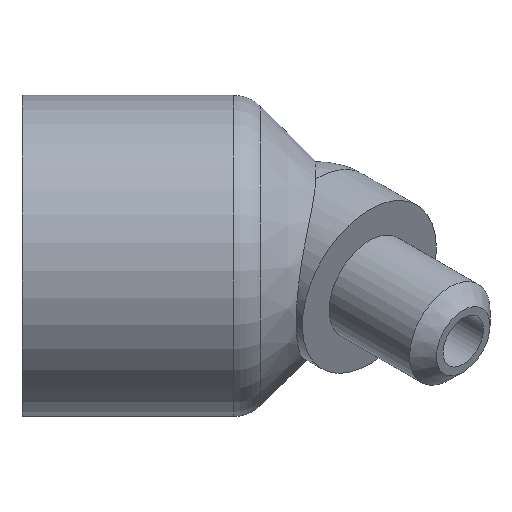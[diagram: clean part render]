
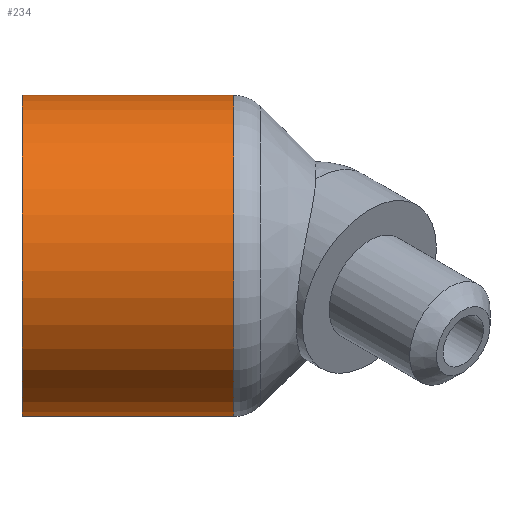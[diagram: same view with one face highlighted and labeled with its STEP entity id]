
A CAD part, isometric view. The second image highlights one B-rep face of the part: STEP entity #234.
In plain terms, the highlighted cylindrical face has radius 8.5 mm (diameter 17 mm), a full revolution.
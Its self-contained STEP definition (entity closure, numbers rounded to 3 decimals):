
#118=CARTESIAN_POINT('',(-10.96,21.96,8.5));
#119=VERTEX_POINT('',#118);
#120=CARTESIAN_POINT('',(-10.96,21.96,0.0));
#121=DIRECTION('',(0.707,-0.707,0.0));
#122=DIRECTION('',(0.0,0.0,-1.0));
#123=AXIS2_PLACEMENT_3D('',#120,#121,#122);
#124=CIRCLE('',#123,8.5);
#125=EDGE_CURVE('',#119,#119,#124,.T.);
#138=CARTESIAN_POINT('',(-3.061,14.061,8.5));
#139=VERTEX_POINT('',#138);
#140=CARTESIAN_POINT('',(-3.061,14.061,0.0));
#141=DIRECTION('',(0.707,-0.707,0.0));
#142=DIRECTION('',(0.0,0.0,-1.0));
#143=AXIS2_PLACEMENT_3D('',#140,#141,#142);
#144=CIRCLE('',#143,8.5);
#145=EDGE_CURVE('',#139,#139,#144,.T.);
#223=CARTESIAN_POINT('',(-10.96,21.96,0.0));
#224=DIRECTION('',(0.707,-0.707,0.0));
#225=DIRECTION('',(0.0,0.0,-1.0));
#226=AXIS2_PLACEMENT_3D('',#223,#224,#225);
#227=CYLINDRICAL_SURFACE('',#226,8.5);
#228=ORIENTED_EDGE('',*,*,#125,.T.);
#229=EDGE_LOOP('',(#228));
#230=FACE_OUTER_BOUND('',#229,.T.);
#231=ORIENTED_EDGE('',*,*,#145,.F.);
#232=EDGE_LOOP('',(#231));
#233=FACE_BOUND('',#232,.T.);
#234=ADVANCED_FACE('',(#230,#233),#227,.T.);
